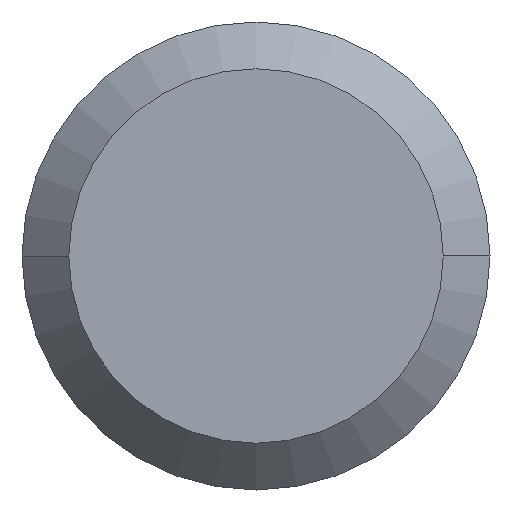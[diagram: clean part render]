
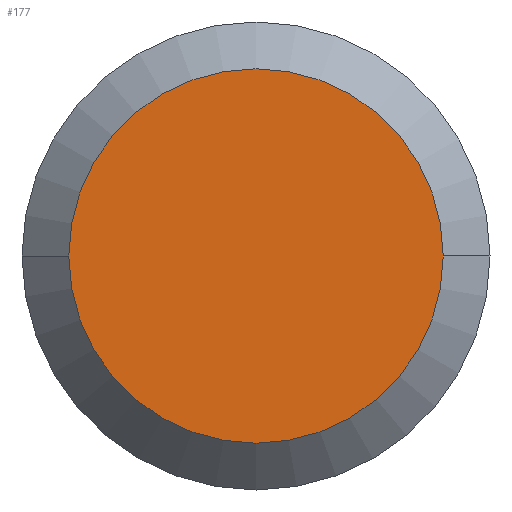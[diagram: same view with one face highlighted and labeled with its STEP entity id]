
A CAD part, left-side view. The second image highlights one B-rep face of the part: STEP entity #177.
In plain terms, the highlighted planar face has unit normal (-1, 0, 0).
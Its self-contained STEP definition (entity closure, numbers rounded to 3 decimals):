
#25 = DIRECTION ( 'NONE',  ( -1., 0., 0. ) ) ;
#50 = CIRCLE ( 'NONE', #104, 4. ) ;
#73 = EDGE_LOOP ( 'NONE', ( #119, #238 ) ) ;
#90 = DIRECTION ( 'NONE',  ( -1., 0., 0. ) ) ;
#104 = AXIS2_PLACEMENT_3D ( 'NONE', #257, #90, #223 ) ;
#119 = ORIENTED_EDGE ( 'NONE', *, *, #144, .T. ) ;
#134 = DIRECTION ( 'NONE',  ( -1., 0., 0. ) ) ;
#144 = EDGE_CURVE ( 'NONE', #179, #313, #50, .T. ) ;
#170 = CARTESIAN_POINT ( 'NONE',  ( 0., -4., 0. ) ) ;
#177 = ADVANCED_FACE ( 'NONE', ( #390 ), #414, .T. ) ;
#179 = VERTEX_POINT ( 'NONE', #354 ) ;
#188 = CIRCLE ( 'NONE', #228, 4. ) ;
#192 = DIRECTION ( 'NONE',  ( 0., -1., 0. ) ) ;
#223 = DIRECTION ( 'NONE',  ( 0., -1., 0. ) ) ;
#228 = AXIS2_PLACEMENT_3D ( 'NONE', #359, #134, #265 ) ;
#238 = ORIENTED_EDGE ( 'NONE', *, *, #317, .T. ) ;
#257 = CARTESIAN_POINT ( 'NONE',  ( 0., 0., 0. ) ) ;
#265 = DIRECTION ( 'NONE',  ( 0., -1., 0. ) ) ;
#313 = VERTEX_POINT ( 'NONE', #170 ) ;
#317 = EDGE_CURVE ( 'NONE', #313, #179, #188, .T. ) ;
#320 = AXIS2_PLACEMENT_3D ( 'NONE', #389, #25, #192 ) ;
#354 = CARTESIAN_POINT ( 'NONE',  ( 0., 4., 0. ) ) ;
#359 = CARTESIAN_POINT ( 'NONE',  ( 0., 0., 0. ) ) ;
#389 = CARTESIAN_POINT ( 'NONE',  ( 0., 0., 0. ) ) ;
#390 = FACE_OUTER_BOUND ( 'NONE', #73, .T. ) ;
#414 = PLANE ( 'NONE',  #320 ) ;
